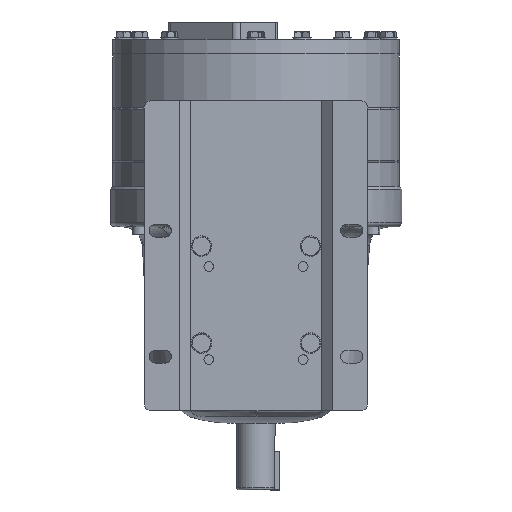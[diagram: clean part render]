
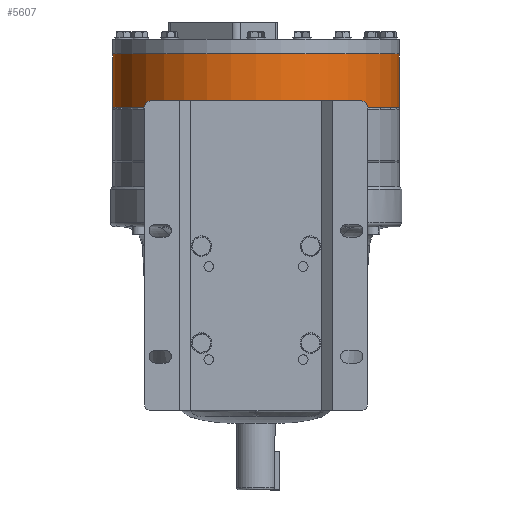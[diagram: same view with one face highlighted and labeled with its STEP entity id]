
A CAD part, front view. The second image highlights one B-rep face of the part: STEP entity #5607.
In plain terms, the highlighted cylindrical face has radius 187.643 mm (diameter 375.285 mm), a partial arc.
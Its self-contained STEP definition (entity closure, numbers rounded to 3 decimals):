
#185 = CARTESIAN_POINT ( 'NONE',  ( -187.642, 0., 140.843 ) ) ;
#1501 = DIRECTION ( 'NONE',  ( 0., 0., 1. ) ) ;
#1772 = AXIS2_PLACEMENT_3D ( 'NONE', #49214, #29162, #28631 ) ;
#5607 = ADVANCED_FACE ( 'NONE', ( #38089 ), #11090, .T. ) ;
#5857 = CIRCLE ( 'NONE', #12748, 187.642 ) ;
#10038 = EDGE_CURVE ( 'NONE', #24742, #11504, #39201, .T. ) ;
#10472 = CARTESIAN_POINT ( 'NONE',  ( 0., 0., 140.843 ) ) ;
#11090 = CYLINDRICAL_SURFACE ( 'NONE', #1772, 187.642 ) ;
#11504 = VERTEX_POINT ( 'NONE', #32739 ) ;
#12748 = AXIS2_PLACEMENT_3D ( 'NONE', #42622, #18321, #22364 ) ;
#14385 = AXIS2_PLACEMENT_3D ( 'NONE', #10472, #45999, #21863 ) ;
#15382 = CARTESIAN_POINT ( 'NONE',  ( 187.642, 0., 70.993 ) ) ;
#15708 = CIRCLE ( 'NONE', #14385, 187.642 ) ;
#16802 = EDGE_CURVE ( 'NONE', #39750, #38515, #47479, .T. ) ;
#18321 = DIRECTION ( 'NONE',  ( 0., 0., -1. ) ) ;
#18704 = CARTESIAN_POINT ( 'NONE',  ( 187.642, 0., 70.993 ) ) ;
#19081 = ORIENTED_EDGE ( 'NONE', *, *, #10038, .T. ) ;
#20676 = CARTESIAN_POINT ( 'NONE',  ( -187.642, 0., 70.993 ) ) ;
#21863 = DIRECTION ( 'NONE',  ( -1., 0., 0. ) ) ;
#22364 = DIRECTION ( 'NONE',  ( -1., 0., 0. ) ) ;
#23568 = DIRECTION ( 'NONE',  ( 0., 0., 1. ) ) ;
#24742 = VERTEX_POINT ( 'NONE', #15382 ) ;
#26214 = CARTESIAN_POINT ( 'NONE',  ( -187.642, 0., 70.993 ) ) ;
#28631 = DIRECTION ( 'NONE',  ( 1., 0., 0. ) ) ;
#29162 = DIRECTION ( 'NONE',  ( 0., 0., 1. ) ) ;
#29409 = ORIENTED_EDGE ( 'NONE', *, *, #16802, .F. ) ;
#32590 = EDGE_CURVE ( 'NONE', #24742, #39750, #5857, .T. ) ;
#32739 = CARTESIAN_POINT ( 'NONE',  ( 187.642, 0., 140.843 ) ) ;
#33446 = ORIENTED_EDGE ( 'NONE', *, *, #32590, .F. ) ;
#34136 = VECTOR ( 'NONE', #23568, 1000. ) ;
#38089 = FACE_OUTER_BOUND ( 'NONE', #44224, .T. ) ;
#38515 = VERTEX_POINT ( 'NONE', #185 ) ;
#39201 = LINE ( 'NONE', #18704, #34136 ) ;
#39750 = VERTEX_POINT ( 'NONE', #26214 ) ;
#40501 = EDGE_CURVE ( 'NONE', #11504, #38515, #15708, .T. ) ;
#42622 = CARTESIAN_POINT ( 'NONE',  ( 0., 0., 70.993 ) ) ;
#44224 = EDGE_LOOP ( 'NONE', ( #29409, #33446, #19081, #51803 ) ) ;
#44285 = VECTOR ( 'NONE', #1501, 1000. ) ;
#45999 = DIRECTION ( 'NONE',  ( 0., 0., -1. ) ) ;
#47479 = LINE ( 'NONE', #20676, #44285 ) ;
#49214 = CARTESIAN_POINT ( 'NONE',  ( 0., 0., 70.993 ) ) ;
#51803 = ORIENTED_EDGE ( 'NONE', *, *, #40501, .T. ) ;
